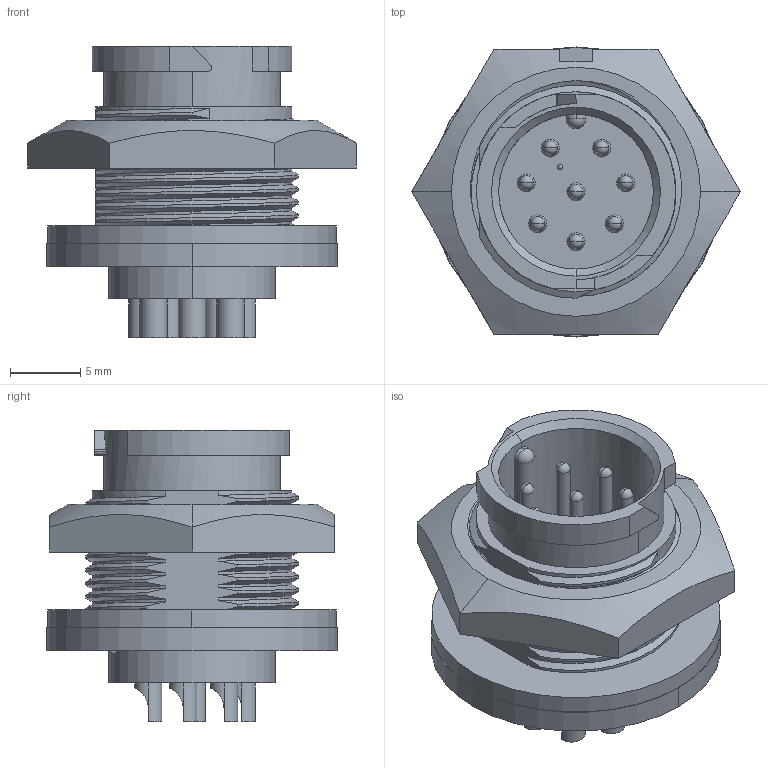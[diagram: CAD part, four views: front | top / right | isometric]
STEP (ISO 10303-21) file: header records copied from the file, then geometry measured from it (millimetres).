
FILE_DESCRIPTION (( 'STEP AP203' ), '1' );
FILE_NAME ('W7282-8PG-P-3ES.STEP', '2021-10-27T17:00:01', ( '' ), ( '' ), 'SwSTEP 2.0', 'SolidWorks 2020', '' );
FILE_SCHEMA (( 'CONFIG_CONTROL_DESIGN' ));
Length unit declared in the file: millimetre
Products named in the file (1): W7282-8PG-P-3ES
Bounding box: 23.46 x 20.7 x 20.8 mm (x, y, z)
Volume: 3062.1 mm3; surface area: 3094.5 mm2
Topology: 2 solids, 2 shells, 213 faces, 553 edges, 348 vertices
Faces by surface type: cylinder 105, plane 47, bspline 22, cone 20, sphere 19
Entity records: 12668 total; most frequent: CARTESIAN_POINT 7988, ORIENTED_EDGE 1030, DIRECTION 877, EDGE_CURVE 515, AXIS2_PLACEMENT_3D 332, VERTEX_POINT 329, EDGE_LOOP 238, VECTOR 213
